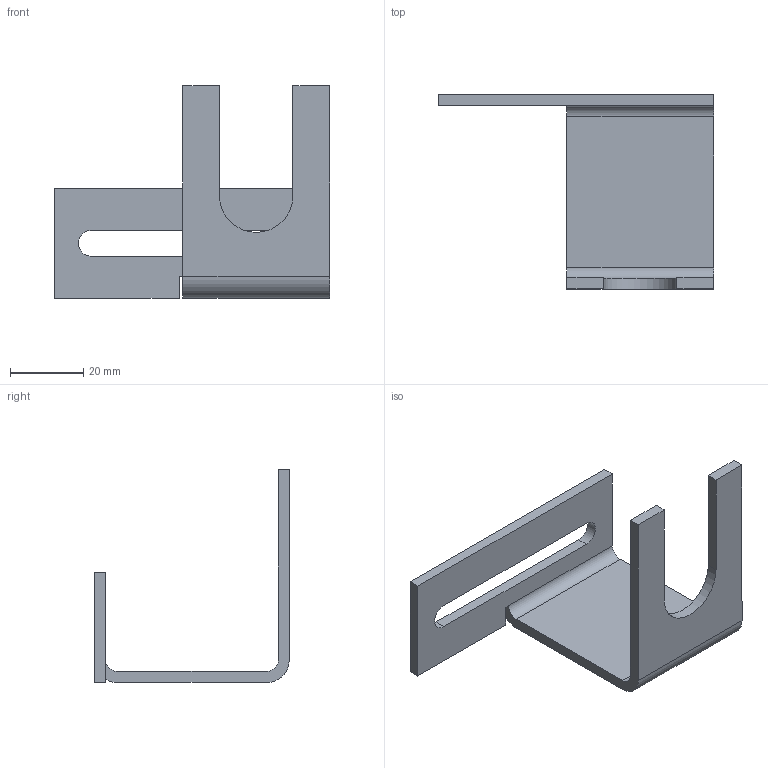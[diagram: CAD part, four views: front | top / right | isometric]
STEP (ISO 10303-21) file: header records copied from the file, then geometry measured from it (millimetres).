
FILE_DESCRIPTION(/* description */ ('Unknown'),/* implementation_level */ '2;1');
FILE_NAME(/* name */ '004300',/* time_stamp */ '2025-03-05T11:05:01-03:00',/* author */ ('Unknown'),/* organization */ ('Unknown'),/* preprocessor_version */ 'ST-DEVELOPER v18.102',/* originating_system */ 'Solid Edge',/* authorisation */ 'Unknown');
FILE_SCHEMA (('AUTOMOTIVE_DESIGN {1 0 10303 214 3 1 1}'));
Length unit declared in the file: millimetre
Products named in the file (1): 004300
Bounding box: 75 x 53 x 58 mm (x, y, z)
Volume: 15326.8 mm3; surface area: 12100.9 mm2
Topology: 1 solids, 1 shells, 26 faces, 70 edges, 46 vertices
Faces by surface type: plane 19, cylinder 7
Entity records: 846 total; most frequent: CARTESIAN_POINT 143, ORIENTED_EDGE 140, DIRECTION 138, EDGE_CURVE 70, LINE 56, VECTOR 56, VERTEX_POINT 46, AXIS2_PLACEMENT_3D 41
